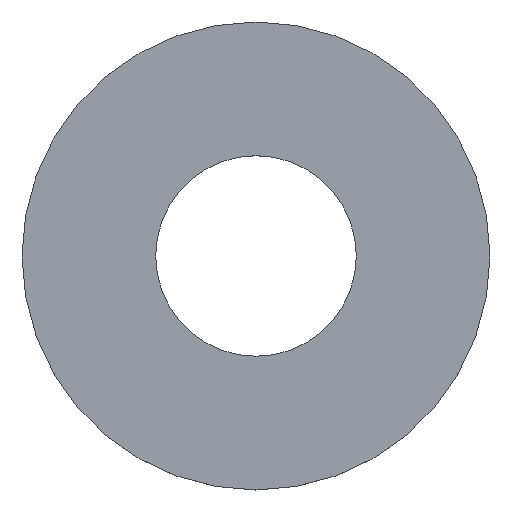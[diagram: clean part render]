
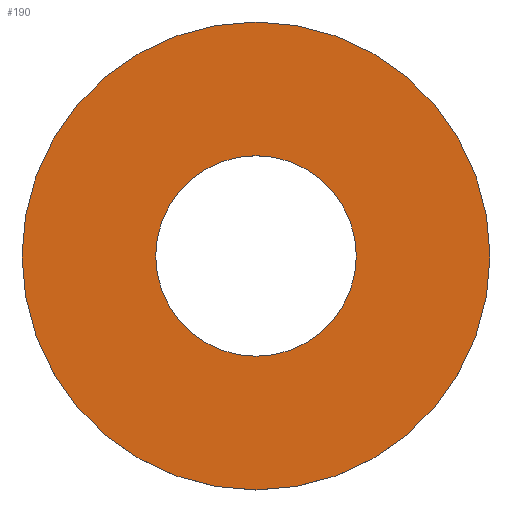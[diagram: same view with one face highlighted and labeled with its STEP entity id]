
A CAD part, top view. The second image highlights one B-rep face of the part: STEP entity #190.
In plain terms, the highlighted planar face has unit normal (0, 0, 1).
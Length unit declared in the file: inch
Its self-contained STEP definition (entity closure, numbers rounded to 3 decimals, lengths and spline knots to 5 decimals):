
#1 = DIRECTION ( 'NONE',  ( 0., 0., 1. ) ) ;
#4 = CARTESIAN_POINT ( 'NONE',  ( 0., 0., 0. ) ) ;
#8 = FACE_BOUND ( 'NONE', #191, .T. ) ;
#9 = CARTESIAN_POINT ( 'NONE',  ( -0.04687, 0., 0. ) ) ;
#12 = CARTESIAN_POINT ( 'NONE',  ( 0.10937, 0., 0. ) ) ;
#14 = AXIS2_PLACEMENT_3D ( 'NONE', #4, #32, #97 ) ;
#19 = CARTESIAN_POINT ( 'NONE',  ( 0., 0., 0. ) ) ;
#20 = CIRCLE ( 'NONE', #44, 0.04687 ) ;
#32 = DIRECTION ( 'NONE',  ( 0., 0., 1. ) ) ;
#35 = CIRCLE ( 'NONE', #70, 0.10937 ) ;
#39 = AXIS2_PLACEMENT_3D ( 'NONE', #19, #1, #246 ) ;
#44 = AXIS2_PLACEMENT_3D ( 'NONE', #193, #95, #173 ) ;
#66 = CIRCLE ( 'NONE', #39, 0.10937 ) ;
#67 = CARTESIAN_POINT ( 'NONE',  ( -0.10937, 0., 0. ) ) ;
#68 = DIRECTION ( 'NONE',  ( 1., 0., 0. ) ) ;
#70 = AXIS2_PLACEMENT_3D ( 'NONE', #74, #183, #150 ) ;
#74 = CARTESIAN_POINT ( 'NONE',  ( 0., 0., 0. ) ) ;
#91 = CARTESIAN_POINT ( 'NONE',  ( 0.04687, 0., 0. ) ) ;
#95 = DIRECTION ( 'NONE',  ( 0., 0., 1. ) ) ;
#97 = DIRECTION ( 'NONE',  ( 1., 0., 0. ) ) ;
#114 = PLANE ( 'NONE',  #237 ) ;
#122 = EDGE_CURVE ( 'NONE', #188, #129, #66, .T. ) ;
#124 = ORIENTED_EDGE ( 'NONE', *, *, #147, .T. ) ;
#129 = VERTEX_POINT ( 'NONE', #12 ) ;
#138 = FACE_OUTER_BOUND ( 'NONE', #168, .T. ) ;
#141 = VERTEX_POINT ( 'NONE', #9 ) ;
#147 = EDGE_CURVE ( 'NONE', #129, #188, #35, .T. ) ;
#150 = DIRECTION ( 'NONE',  ( 1., 0., 0. ) ) ;
#157 = EDGE_CURVE ( 'NONE', #202, #141, #229, .T. ) ;
#164 = EDGE_CURVE ( 'NONE', #141, #202, #20, .T. ) ;
#165 = ORIENTED_EDGE ( 'NONE', *, *, #164, .F. ) ;
#168 = EDGE_LOOP ( 'NONE', ( #124, #179 ) ) ;
#173 = DIRECTION ( 'NONE',  ( 1., 0., 0. ) ) ;
#179 = ORIENTED_EDGE ( 'NONE', *, *, #122, .T. ) ;
#183 = DIRECTION ( 'NONE',  ( 0., 0., 1. ) ) ;
#185 = DIRECTION ( 'NONE',  ( 0., 0., 1. ) ) ;
#188 = VERTEX_POINT ( 'NONE', #67 ) ;
#190 = ADVANCED_FACE ( 'NONE', ( #8, #138 ), #114, .T. ) ;
#191 = EDGE_LOOP ( 'NONE', ( #192, #165 ) ) ;
#192 = ORIENTED_EDGE ( 'NONE', *, *, #157, .F. ) ;
#193 = CARTESIAN_POINT ( 'NONE',  ( 0., 0., 0. ) ) ;
#202 = VERTEX_POINT ( 'NONE', #91 ) ;
#229 = CIRCLE ( 'NONE', #14, 0.04687 ) ;
#237 = AXIS2_PLACEMENT_3D ( 'NONE', #249, #185, #68 ) ;
#246 = DIRECTION ( 'NONE',  ( 1., 0., 0. ) ) ;
#249 = CARTESIAN_POINT ( 'NONE',  ( 0., 0., 0. ) ) ;
